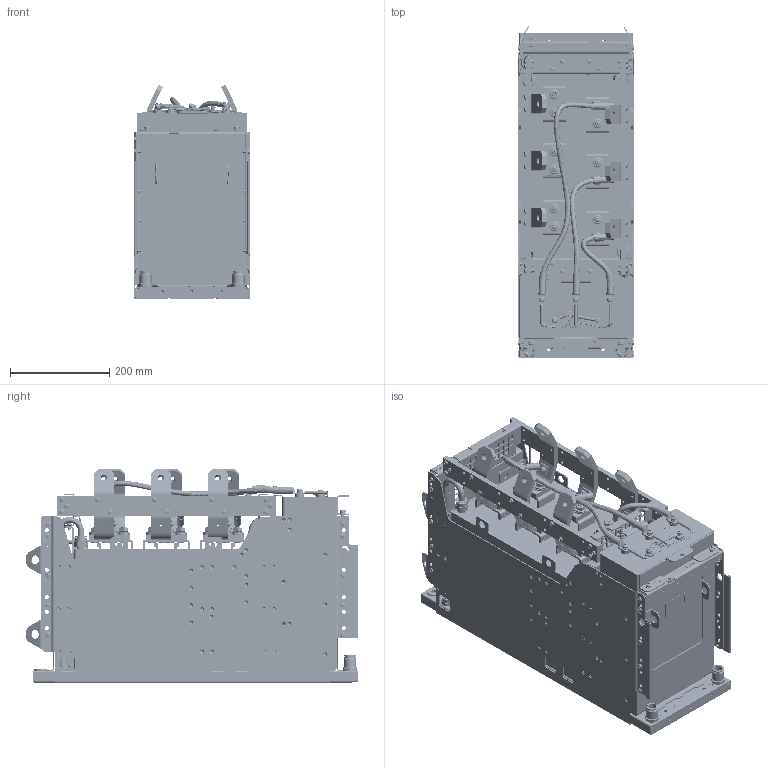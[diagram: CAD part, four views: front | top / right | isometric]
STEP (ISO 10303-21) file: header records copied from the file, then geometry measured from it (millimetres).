
FILE_DESCRIPTION(/* description */ (''),/* implementation_level */ '2;1');
FILE_NAME(/* name */ 'iC7-60-SIN12L.stp',/* time_stamp */ '2022-10-10T10:23:27+03:00',/* author */ (''),/* organization */ (''),/* preprocessor_version */ 'ST-DEVELOPER v16.7',/* originating_system */ 'SIEMENS PLM Software NX 1892',/* authorisation */ '');
FILE_SCHEMA (('AP203_CONFIGURATION_CONTROLLED_3D_DESIGN_OF_MECHANICAL_PARTS_AND_ASSEMBLIES_MIM_LF { 1 0 10303 403 2 1 2}'));
Bounding box: 235 x 669.31 x 433.04 mm (x, y, z)
Volume: 35803979.6 mm3; surface area: 3190346.1 mm2
Topology: 293 solids, 301 shells, 10771 faces, 27370 edges, 18007 vertices
Faces by surface type: plane 6264, cylinder 2848, cone 768, bspline 425, extrusion 253, torus 213
Full cylindrical faces by diameter (mm): 0.5 x3, 0.8 x8, 1 x15, 1.7 x4, 1.8 x4, 2.5 x1, 2.9 x78, 3 x1, 3.232 x3, 3.242 x15, 3.3 x4, 3.4 x4, 3.7 x20, 4 x55, 4.1 x1, 4.134 x2, 4.2 x7, 4.5 x53, 4.6 x16, 5 x132, 5.3 x1, 5.5 x10, 6 x46, 6.1 x9, 6.4 x4, 6.408 x3, 6.5 x17, 6.764 x6, 6.8 x6, 7 x2
Entity records: 286789 total; most frequent: CRTPNT 81484, ORNEDG 37860, DRCTN 36094, EDGCRV 18930, VRTPNT 12995, VECTOR 12896, LINE 12643, A2PL3D 11599
